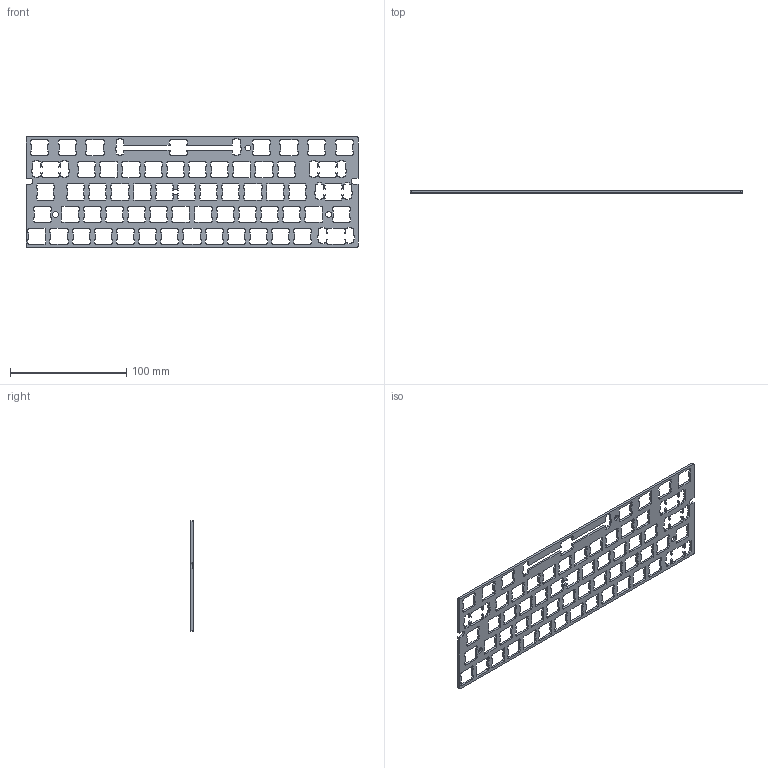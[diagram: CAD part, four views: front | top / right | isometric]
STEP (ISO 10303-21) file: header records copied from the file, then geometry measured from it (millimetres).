
FILE_DESCRIPTION(/* description */ (''),/* implementation_level */ '2;1');
FILE_NAME(/* name */ 'plate-60 v3.step',/* time_stamp */ '2022-07-01T11:56:54-07:00',/* author */ (''),/* organization */ (''),/* preprocessor_version */ 'ST-DEVELOPER v19',/* originating_system */ 'Autodesk Translation Framework v11.7.0.108',/* authorisation */ '');
FILE_SCHEMA (('AUTOMOTIVE_DESIGN { 1 0 10303 214 3 1 1 }'));
Length unit declared in the file: millimetre
Products named in the file (1): (Unsaved)
Bounding box: 285.37 x 1.8 x 94.93 mm (x, y, z)
Volume: 23506.3 mm3; surface area: 35413.6 mm2
Topology: 1 solids, 1 shells, 1538 faces, 4608 edges, 3072 vertices
Faces by surface type: plane 1534, cylinder 4
Entity records: 51012 total; most frequent: CARTESIAN_POINT 9219, ORIENTED_EDGE 9216, DIRECTION 7694, EDGE_CURVE 4608, LINE 4600, VECTOR 4600, VERTEX_POINT 3072, EDGE_LOOP 1664
